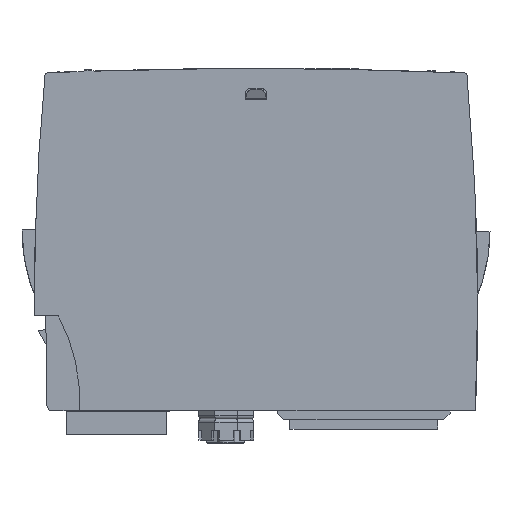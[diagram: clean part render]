
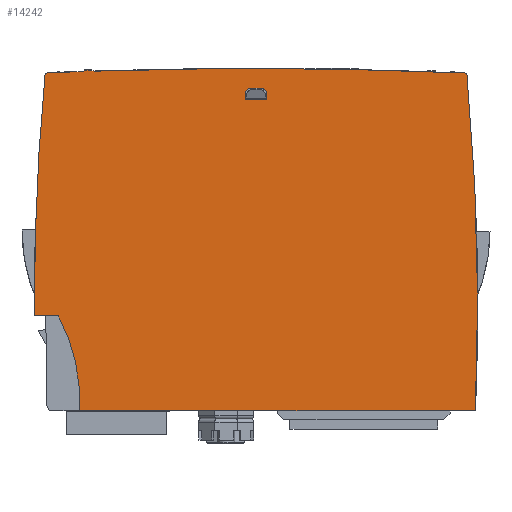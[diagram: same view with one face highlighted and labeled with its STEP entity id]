
A CAD part, left-side view. The second image highlights one B-rep face of the part: STEP entity #14242.
In plain terms, the highlighted planar face has unit normal (-1, 0, 0).
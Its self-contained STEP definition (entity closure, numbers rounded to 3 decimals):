
#10928=PLANE('',#42933);
#14242=ADVANCED_FACE('',(#16078,#16079),#10928,.F.);
#16078=FACE_BOUND('',#16324,.T.);
#16079=FACE_BOUND('',#16325,.T.);
#16324=EDGE_LOOP('',(#25336,#25337,#25338,#25339,#25340,#25341,#25342,#25343));
#16325=EDGE_LOOP('',(#25344,#25345,#25346,#25347,#25348,#25349));
#18293=LINE('',#53591,#21723);
#18294=LINE('',#53595,#21724);
#18295=LINE('',#53596,#21725);
#18296=LINE('',#53599,#21726);
#18297=LINE('',#53601,#21727);
#18298=LINE('',#53605,#21728);
#21723=VECTOR('',#45405,1.);
#21724=VECTOR('',#45408,1.);
#21725=VECTOR('',#45409,1.);
#21726=VECTOR('',#45410,1.);
#21727=VECTOR('',#45411,1.);
#21728=VECTOR('',#45414,1.);
#25336=ORIENTED_EDGE('',*,*,#36666,.F.);
#25337=ORIENTED_EDGE('',*,*,#36445,.F.);
#25338=ORIENTED_EDGE('',*,*,#36433,.F.);
#25339=ORIENTED_EDGE('',*,*,#36667,.F.);
#25340=ORIENTED_EDGE('',*,*,#36668,.F.);
#25341=ORIENTED_EDGE('',*,*,#36669,.F.);
#25342=ORIENTED_EDGE('',*,*,#36670,.F.);
#25343=ORIENTED_EDGE('',*,*,#36671,.F.);
#25344=ORIENTED_EDGE('',*,*,#36672,.F.);
#25345=ORIENTED_EDGE('',*,*,#36673,.F.);
#25346=ORIENTED_EDGE('',*,*,#36674,.F.);
#25347=ORIENTED_EDGE('',*,*,#36675,.F.);
#25348=ORIENTED_EDGE('',*,*,#36676,.F.);
#25349=ORIENTED_EDGE('',*,*,#36677,.F.);
#33624=VERTEX_POINT('',#53033);
#33625=VERTEX_POINT('',#53034);
#33636=VERTEX_POINT('',#53058);
#33835=VERTEX_POINT('',#53586);
#33836=VERTEX_POINT('',#53588);
#33837=VERTEX_POINT('',#53590);
#33838=VERTEX_POINT('',#53592);
#33839=VERTEX_POINT('',#53594);
#33840=VERTEX_POINT('',#53597);
#33841=VERTEX_POINT('',#53598);
#33842=VERTEX_POINT('',#53600);
#33843=VERTEX_POINT('',#53602);
#33844=VERTEX_POINT('',#53604);
#33845=VERTEX_POINT('',#53606);
#36433=EDGE_CURVE('',#33624,#33625,#40707,.T.);
#36445=EDGE_CURVE('',#33625,#33636,#40713,.T.);
#36666=EDGE_CURVE('',#33636,#33835,#40747,.T.);
#36667=EDGE_CURVE('',#33836,#33624,#40748,.T.);
#36668=EDGE_CURVE('',#33837,#33836,#40749,.T.);
#36669=EDGE_CURVE('',#33838,#33837,#18293,.T.);
#36670=EDGE_CURVE('',#33839,#33838,#40750,.T.);
#36671=EDGE_CURVE('',#33835,#33839,#18294,.T.);
#36672=EDGE_CURVE('',#33840,#33841,#18295,.T.);
#36673=EDGE_CURVE('',#33842,#33840,#18296,.T.);
#36674=EDGE_CURVE('',#33843,#33842,#18297,.T.);
#36675=EDGE_CURVE('',#33844,#33843,#40751,.T.);
#36676=EDGE_CURVE('',#33845,#33844,#18298,.T.);
#36677=EDGE_CURVE('',#33841,#33845,#40752,.T.);
#40707=CIRCLE('',#42851,2.3);
#40713=CIRCLE('',#42858,750.);
#40747=CIRCLE('',#42927,391.5);
#40748=CIRCLE('',#42928,750.);
#40749=CIRCLE('',#42929,391.5);
#40750=CIRCLE('',#42930,28.3);
#40751=CIRCLE('',#42931,0.9);
#40752=CIRCLE('',#42932,0.9);
#42851=AXIS2_PLACEMENT_3D('',#53032,#45070,#45071);
#42858=AXIS2_PLACEMENT_3D('',#53057,#45090,#45091);
#42927=AXIS2_PLACEMENT_3D('',#53585,#45399,#45400);
#42928=AXIS2_PLACEMENT_3D('',#53587,#45401,#45402);
#42929=AXIS2_PLACEMENT_3D('',#53589,#45403,#45404);
#42930=AXIS2_PLACEMENT_3D('',#53593,#45406,#45407);
#42931=AXIS2_PLACEMENT_3D('',#53603,#45412,#45413);
#42932=AXIS2_PLACEMENT_3D('',#53607,#45415,#45416);
#42933=AXIS2_PLACEMENT_3D('',#53608,#45417,#45418);
#45070=DIRECTION('',(1.,0.,0.));
#45071=DIRECTION('',(0.,0.431,0.902));
#45090=DIRECTION('',(1.,0.,0.));
#45091=DIRECTION('',(0.,0.034,0.999));
#45399=DIRECTION('',(1.,0.,0.));
#45400=DIRECTION('',(0.,-0.996,0.09));
#45401=DIRECTION('',(1.,0.,0.));
#45402=DIRECTION('',(0.,0.043,0.999));
#45403=DIRECTION('',(1.,0.,0.));
#45404=DIRECTION('',(0.,1.,0.));
#45405=DIRECTION('',(0.,1.,0.));
#45406=DIRECTION('',(-1.,0.,0.));
#45407=DIRECTION('',(0.,-0.883,0.47));
#45408=DIRECTION('',(0.,1.,0.));
#45409=DIRECTION('',(0.,0.,1.));
#45410=DIRECTION('',(0.,-1.,0.));
#45411=DIRECTION('',(0.,0.,-1.));
#45412=DIRECTION('',(-1.,0.,0.));
#45413=DIRECTION('',(0.,0.,-1.));
#45414=DIRECTION('',(0.,1.,0.));
#45415=DIRECTION('',(-1.,0.,0.));
#45416=DIRECTION('',(0.,0.,-1.));
#45417=DIRECTION('',(1.,0.,0.));
#45418=DIRECTION('',(0.,0.,-1.));
#53032=CARTESIAN_POINT('',(-7.5,28.8,64.45));
#53033=CARTESIAN_POINT('',(-7.5,29.828,66.507));
#53034=CARTESIAN_POINT('',(-7.5,27.918,66.574));
#53057=CARTESIAN_POINT('',(-7.5,2.65,-683.));
#53058=CARTESIAN_POINT('',(-7.5,-30.316,66.275));
#53585=CARTESIAN_POINT('',(-7.5,359.5,30.));
#53586=CARTESIAN_POINT('',(-7.5,-31.652,13.5));
#53587=CARTESIAN_POINT('',(-7.5,2.65,-683.));
#53588=CARTESIAN_POINT('',(-7.5,35.616,66.275));
#53589=CARTESIAN_POINT('',(-7.5,-354.2,30.));
#53590=CARTESIAN_POINT('',(-7.5,37.296,28.3));
#53591=CARTESIAN_POINT('',(-7.5,33.52,28.3));
#53592=CARTESIAN_POINT('',(-7.5,33.52,28.3));
#53593=CARTESIAN_POINT('',(-7.5,58.5,15.));
#53594=CARTESIAN_POINT('',(-7.5,30.24,13.5));
#53595=CARTESIAN_POINT('',(-7.5,-31.652,13.5));
#53596=CARTESIAN_POINT('',(-7.5,0.95,30.));
#53597=CARTESIAN_POINT('',(-7.5,0.95,62.1));
#53598=CARTESIAN_POINT('',(-7.5,0.95,63.));
#53599=CARTESIAN_POINT('',(-7.5,359.5,62.1));
#53600=CARTESIAN_POINT('',(-7.5,4.35,62.1));
#53601=CARTESIAN_POINT('',(-7.5,4.35,30.));
#53602=CARTESIAN_POINT('',(-7.5,4.35,63.));
#53603=CARTESIAN_POINT('',(-7.5,3.45,63.));
#53604=CARTESIAN_POINT('',(-7.5,3.45,63.9));
#53605=CARTESIAN_POINT('',(-7.5,359.5,63.9));
#53606=CARTESIAN_POINT('',(-7.5,1.85,63.9));
#53607=CARTESIAN_POINT('',(-7.5,1.85,63.));
#53608=CARTESIAN_POINT('',(-7.5,359.5,30.));
